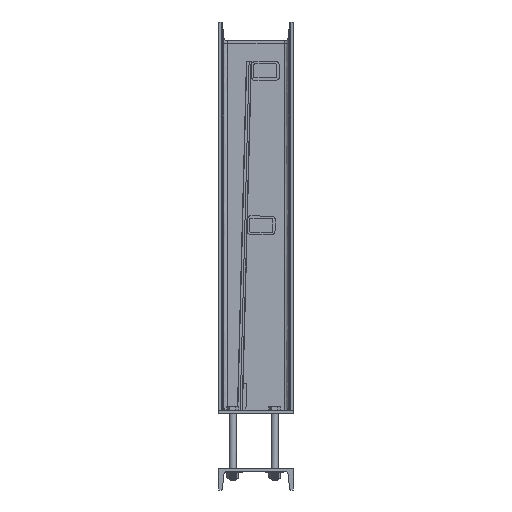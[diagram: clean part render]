
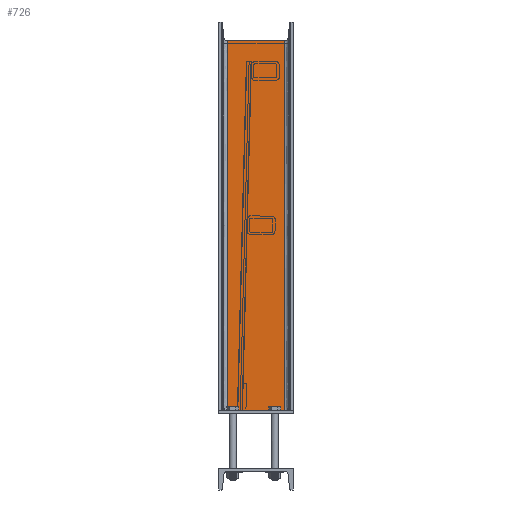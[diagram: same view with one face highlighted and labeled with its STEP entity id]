
A CAD part, left-side view. The second image highlights one B-rep face of the part: STEP entity #726.
In plain terms, the highlighted free-form (B-spline) face has degree [1, 1] with [2, 2] control points.
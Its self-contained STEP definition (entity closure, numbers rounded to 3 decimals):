
#433 = VERTEX_POINT('',#434);
#434 = CARTESIAN_POINT('',(-2191.163,115.777,
    8.317));
#440 = EDGE_CURVE('',#441,#433,#443,.T.);
#441 = VERTEX_POINT('',#442);
#442 = CARTESIAN_POINT('',(-2191.163,-115.777,
    8.317));
#443 = B_SPLINE_CURVE_WITH_KNOTS('',1,(#444,#445),.UNSPECIFIED.,.F.,.F.,
  (2,2),(-567.621,-412.046),.PIECEWISE_BEZIER_KNOTS.);
#444 = CARTESIAN_POINT('',(-2191.163,-115.777,
    8.317));
#445 = CARTESIAN_POINT('',(-2191.163,115.777,
    8.317));
#707 = VERTEX_POINT('',#708);
#708 = CARTESIAN_POINT('',(-2191.163,-115.777,
    -1492.91));
#714 = EDGE_CURVE('',#707,#441,#715,.T.);
#715 = B_SPLINE_CURVE_WITH_KNOTS('',1,(#716,#717),.UNSPECIFIED.,.F.,.F.,
  (2,2),(0.,1008.634),.PIECEWISE_BEZIER_KNOTS.);
#716 = CARTESIAN_POINT('',(-2191.163,-115.777,
    -1492.91));
#717 = CARTESIAN_POINT('',(-2191.163,-115.777,
    8.317));
#726 = ADVANCED_FACE('',(#727),#743,.T.);
#727 = FACE_BOUND('',#728,.T.);
#728 = EDGE_LOOP('',(#729,#730,#737,#742));
#729 = ORIENTED_EDGE('',*,*,#440,.T.);
#730 = ORIENTED_EDGE('',*,*,#731,.F.);
#731 = EDGE_CURVE('',#732,#433,#734,.T.);
#732 = VERTEX_POINT('',#733);
#733 = CARTESIAN_POINT('',(-2191.163,115.777,
    -1492.91));
#734 = B_SPLINE_CURVE_WITH_KNOTS('',1,(#735,#736),.UNSPECIFIED.,.F.,.F.,
  (2,2),(0.,1008.634),.PIECEWISE_BEZIER_KNOTS.);
#735 = CARTESIAN_POINT('',(-2191.163,115.777,
    -1492.91));
#736 = CARTESIAN_POINT('',(-2191.163,115.777,
    8.317));
#737 = ORIENTED_EDGE('',*,*,#738,.F.);
#738 = EDGE_CURVE('',#707,#732,#739,.T.);
#739 = B_SPLINE_CURVE_WITH_KNOTS('',1,(#740,#741),.UNSPECIFIED.,.F.,.F.,
  (2,2),(0.,155.575),.PIECEWISE_BEZIER_KNOTS.);
#740 = CARTESIAN_POINT('',(-2191.163,-115.777,
    -1492.91));
#741 = CARTESIAN_POINT('',(-2191.163,115.777,
    -1492.91));
#742 = ORIENTED_EDGE('',*,*,#714,.T.);
#743 = B_SPLINE_SURFACE_WITH_KNOTS('',1,1,(
    (#744,#745)
    ,(#746,#747
    )),.UNSPECIFIED.,.F.,.F.,.F.,(2,2),(2,2),(0.,1008.634),(-77.788
    ,77.788),.PIECEWISE_BEZIER_KNOTS.);
#744 = CARTESIAN_POINT('',(-2191.163,-115.777,
    -1492.91));
#745 = CARTESIAN_POINT('',(-2191.163,115.777,
    -1492.91));
#746 = CARTESIAN_POINT('',(-2191.163,-115.777,
    8.317));
#747 = CARTESIAN_POINT('',(-2191.163,115.777,
    8.317));
